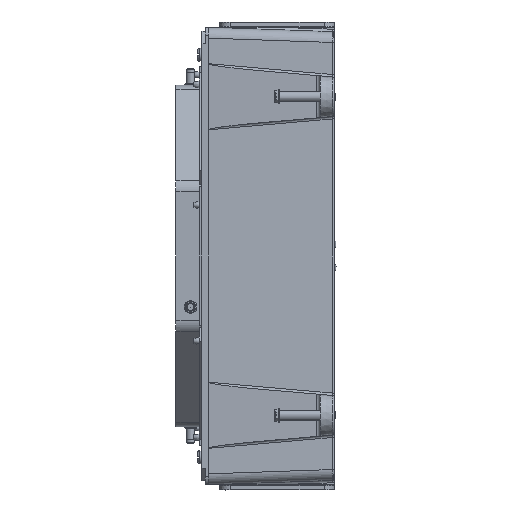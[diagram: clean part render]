
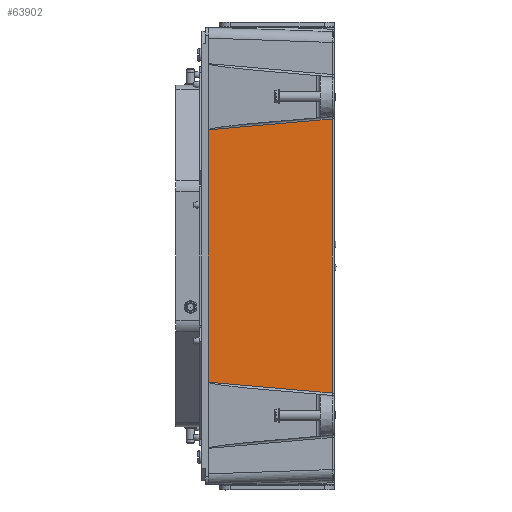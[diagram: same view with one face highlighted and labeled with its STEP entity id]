
A CAD part, left-side view. The second image highlights one B-rep face of the part: STEP entity #63902.
In plain terms, the highlighted planar face has unit normal (-0.999, -0.035, 0).
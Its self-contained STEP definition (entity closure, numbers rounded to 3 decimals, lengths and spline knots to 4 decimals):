
#5369=PLANE('',#67373);
#8887=FACE_OUTER_BOUND('',#12825,.T.);
#12825=EDGE_LOOP('',(#57686,#57687,#57688,#57689));
#13641=LINE('',#83687,#19877);
#14520=LINE('',#87600,#20756);
#19160=LINE('',#111216,#25396);
#19161=LINE('',#111217,#25397);
#19877=VECTOR('',#68952,0.3937);
#20756=VECTOR('',#70955,0.3937);
#25396=VECTOR('',#79595,0.3937);
#25397=VECTOR('',#79596,0.3937);
#27117=VERTEX_POINT('',#83675);
#27120=VERTEX_POINT('',#83685);
#28276=VERTEX_POINT('',#87597);
#28277=VERTEX_POINT('',#87599);
#33226=EDGE_CURVE('',#27117,#27120,#13641,.T.);
#34665=EDGE_CURVE('',#28276,#28277,#14520,.T.);
#40856=EDGE_CURVE('',#28277,#27120,#19160,.T.);
#40857=EDGE_CURVE('',#28276,#27117,#19161,.T.);
#57686=ORIENTED_EDGE('',*,*,#33226,.T.);
#57687=ORIENTED_EDGE('',*,*,#40856,.F.);
#57688=ORIENTED_EDGE('',*,*,#34665,.F.);
#57689=ORIENTED_EDGE('',*,*,#40857,.T.);
#63902=ADVANCED_FACE('',(#8887),#5369,.T.);
#67373=AXIS2_PLACEMENT_3D('',#111215,#79593,#79594);
#68952=DIRECTION('',(0.,0.,1.));
#70955=DIRECTION('',(0.,0.,1.));
#79593=DIRECTION('center_axis',(-0.999,-0.035,
0.));
#79594=DIRECTION('ref_axis',(0.,0.,-1.));
#79595=DIRECTION('',(0.035,-0.996,0.087));
#79596=DIRECTION('',(0.035,-0.996,-0.087));
#83675=CARTESIAN_POINT('',(-6.8441,0.0579,-3.3552));
#83685=CARTESIAN_POINT('',(-6.8441,0.0579,3.3552));
#83687=CARTESIAN_POINT('',(-6.8441,0.0579,-0.65));
#87597=CARTESIAN_POINT('',(-6.95,3.09,-3.09));
#87599=CARTESIAN_POINT('',(-6.95,3.09,3.09));
#87600=CARTESIAN_POINT('',(-6.95,3.09,-1.));
#111215=CARTESIAN_POINT('Origin',(-6.95,3.09,-1.));
#111216=CARTESIAN_POINT('',(-6.9558,3.2561,3.0754));
#111217=CARTESIAN_POINT('',(-6.9558,3.2561,-3.0754));
